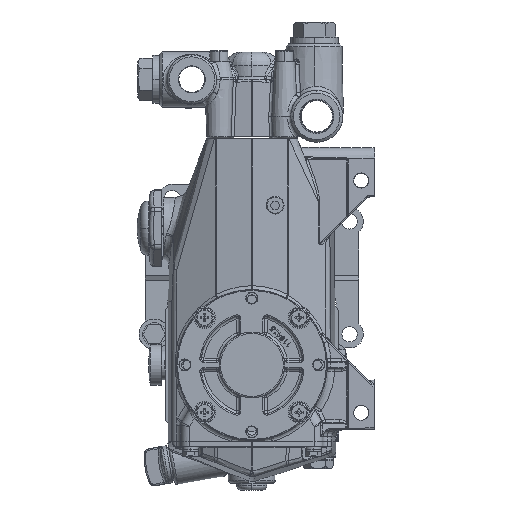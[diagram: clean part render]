
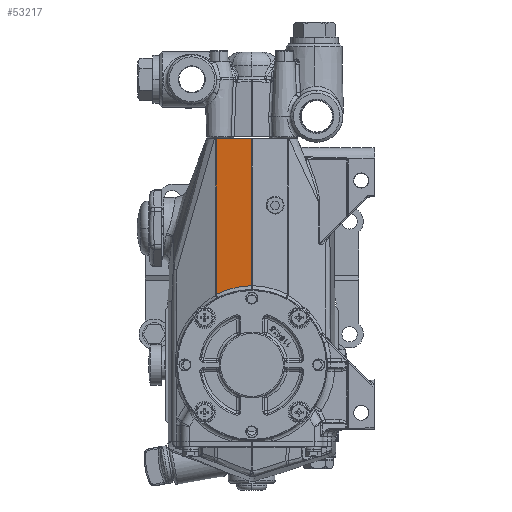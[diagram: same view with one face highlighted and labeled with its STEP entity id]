
A CAD part, left-side view. The second image highlights one B-rep face of the part: STEP entity #53217.
In plain terms, the highlighted planar face has unit normal (-0.993, 0.117, 0).
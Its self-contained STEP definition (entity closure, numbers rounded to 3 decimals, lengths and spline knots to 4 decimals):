
#9873 = CARTESIAN_POINT ( 'NONE',  ( -2.7163, 0.0092, 6.5354 ) ) ;
#14147 = EDGE_CURVE ( 'NONE', #113323, #73394, #86041, .T. ) ;
#15906 = CARTESIAN_POINT ( 'NONE',  ( -2.6341, 0.7091, 2.1949 ) ) ;
#19988 = CARTESIAN_POINT ( 'NONE',  ( -2.5956, 1.0366, 6.5354 ) ) ;
#21240 = DIRECTION ( 'NONE',  ( 0., 0., 1. ) ) ;
#23586 = VECTOR ( 'NONE', #97836, 39.3701 ) ;
#26882 = CARTESIAN_POINT ( 'NONE',  ( -2.597, 1.0253, 6.5354 ) ) ;
#27680 = VERTEX_POINT ( 'NONE', #120537 ) ;
#29264 = DIRECTION ( 'NONE',  ( 0.993, -0.117, 0. ) ) ;
#34940 = EDGE_CURVE ( 'NONE', #76684, #113323, #64397, .T. ) ;
#35368 = AXIS2_PLACEMENT_3D ( 'NONE', #19988, #29264, #83370 ) ;
#35862 = CARTESIAN_POINT ( 'NONE',  ( -2.597, 1.0253, 2.0334 ) ) ;
#41346 = ORIENTED_EDGE ( 'NONE', *, *, #34940, .T. ) ;
#42446 = CARTESIAN_POINT ( 'NONE',  ( -2.7163, 0.0092, 2.2833 ) ) ;
#50090 = EDGE_CURVE ( 'NONE', #73394, #27680, #54386, .T. ) ;
#50595 = FACE_OUTER_BOUND ( 'NONE', #97219, .T. ) ;
#52902 = ORIENTED_EDGE ( 'NONE', *, *, #76017, .T. ) ;
#53217 = ADVANCED_FACE ( 'NONE', ( #50595 ), #105414, .F. ) ;
#54386 = LINE ( 'NONE', #109202, #23586 ) ;
#58851 = ORIENTED_EDGE ( 'NONE', *, *, #50090, .T. ) ;
#61733 = DIRECTION ( 'NONE',  ( 0., 0., -1. ) ) ;
#62468 = VECTOR ( 'NONE', #21240, 39.3701 ) ;
#64397 =( BOUNDED_CURVE ( )  B_SPLINE_CURVE ( 3, ( #35862, #15906, #79288, #122683 ),
 .UNSPECIFIED., .F., .T. ) 
 B_SPLINE_CURVE_WITH_KNOTS ( ( 4, 4 ),
 ( 4.24, 4.7023 ),
 .UNSPECIFIED. ) 
 CURVE ( )  GEOMETRIC_REPRESENTATION_ITEM ( )  RATIONAL_B_SPLINE_CURVE ( ( 1., 0.982, 0.982, 1. ) ) 
 REPRESENTATION_ITEM ( '' )  );
#73394 = VERTEX_POINT ( 'NONE', #117503 ) ;
#76017 = EDGE_CURVE ( 'NONE', #27680, #76684, #135730, .T. ) ;
#76684 = VERTEX_POINT ( 'NONE', #120346 ) ;
#79288 = CARTESIAN_POINT ( 'NONE',  ( -2.6746, 0.3643, 2.2798 ) ) ;
#83370 = DIRECTION ( 'NONE',  ( 0.117, 0.993, 0. ) ) ;
#86041 = LINE ( 'NONE', #9873, #62468 ) ;
#97219 = EDGE_LOOP ( 'NONE', ( #52902, #41346, #122084, #58851 ) ) ;
#97836 = DIRECTION ( 'NONE',  ( 0.117, 0.993, 0. ) ) ;
#105414 = PLANE ( 'NONE',  #35368 ) ;
#109202 = CARTESIAN_POINT ( 'NONE',  ( -2.597, 1.0253, 6.5157 ) ) ;
#113323 = VERTEX_POINT ( 'NONE', #42446 ) ;
#117503 = CARTESIAN_POINT ( 'NONE',  ( -2.7163, 0.0092, 6.5157 ) ) ;
#120346 = CARTESIAN_POINT ( 'NONE',  ( -2.597, 1.0253, 2.0334 ) ) ;
#120537 = CARTESIAN_POINT ( 'NONE',  ( -2.597, 1.0253, 6.5157 ) ) ;
#122084 = ORIENTED_EDGE ( 'NONE', *, *, #14147, .T. ) ;
#122683 = CARTESIAN_POINT ( 'NONE',  ( -2.7163, 0.0092, 2.2833 ) ) ;
#126989 = VECTOR ( 'NONE', #61733, 39.3701 ) ;
#135730 = LINE ( 'NONE', #26882, #126989 ) ;
